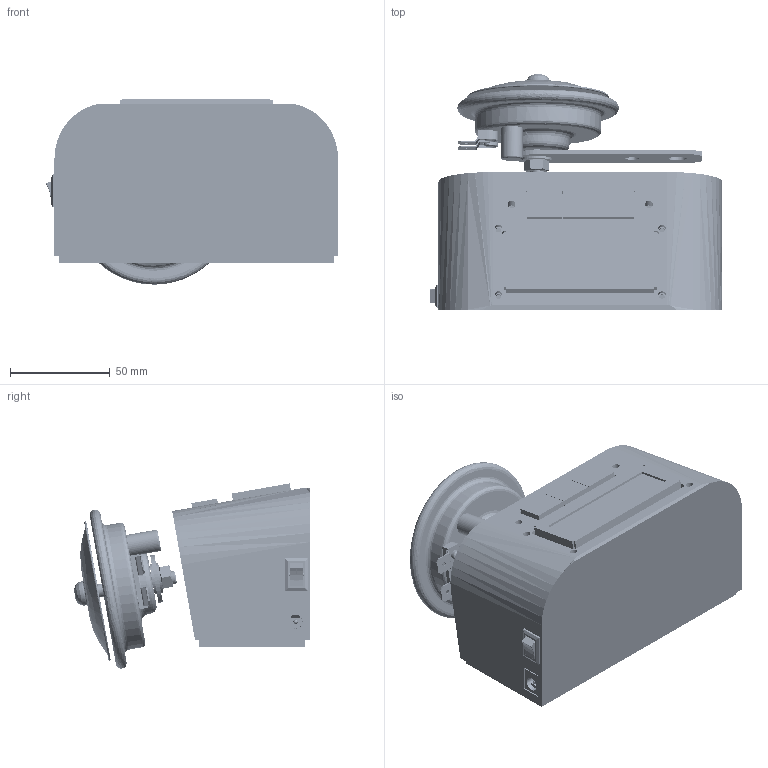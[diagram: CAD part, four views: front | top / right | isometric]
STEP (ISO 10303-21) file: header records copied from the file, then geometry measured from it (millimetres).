
FILE_DESCRIPTION(('FreeCAD Model'),'2;1');
FILE_NAME('Open CASCADE Shape Model','2025-04-25T19:54:09',('FreeCAD'),( 'FreeCAD'),'Open CASCADE STEP processor 7.6','FreeCAD','Unknown');
FILE_SCHEMA(('AUTOMOTIVE_DESIGN { 1 0 10303 214 1 1 1 1 }'));
Products named in the file (1): Open CASCADE STEP translator 7.6 1
Bounding box: 146.38 x 118.06 x 92.89 mm (x, y, z)
Volume: 373849.8 mm3; surface area: 183399.7 mm2
Topology: 141 solids, 524 shells, 11312 faces, 31382 edges, 21090 vertices
Faces by surface type: bspline 11312
Entity records: 396049 total; most frequent: CARTESIAN_POINT 206546, ORIENTED_EDGE 61160, EDGE_CURVE 31346, B_SPLINE_CURVE_WITH_KNOTS 29201, VERTEX_POINT 21088, FACE_BOUND 12012, EDGE_LOOP 12012, ADVANCED_FACE 11310
